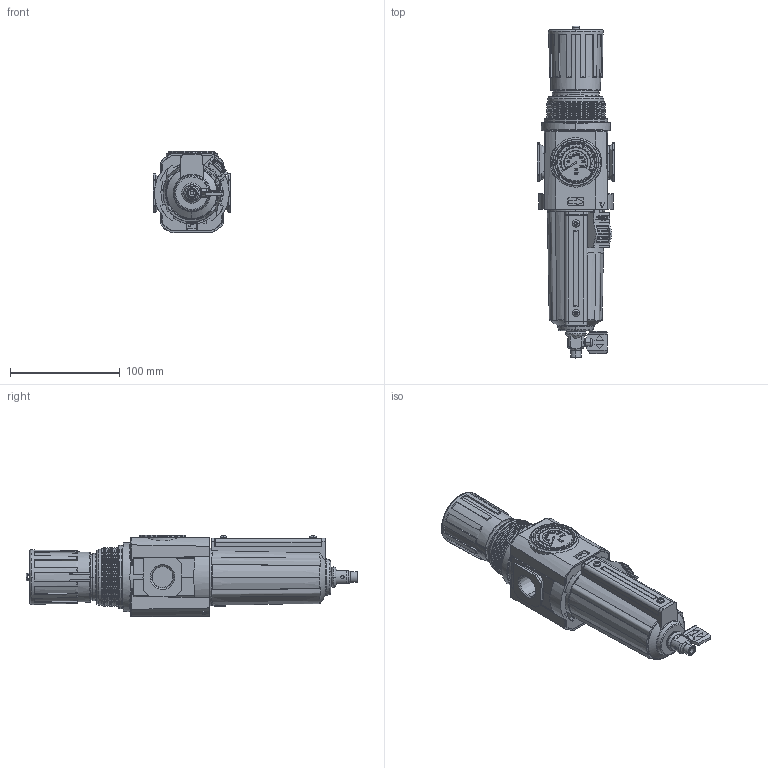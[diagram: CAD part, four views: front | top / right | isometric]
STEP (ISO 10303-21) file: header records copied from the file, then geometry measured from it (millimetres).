
FILE_DESCRIPTION (( 'STEP AP203' ), '1' );
FILE_NAME ('B84G-4AK-QD3-RMG.step', '2021-09-07T17:48:51', ( '' ), ( '' ), 'SwSTEP 2.0', 'SolidWorks 2021', '' );
FILE_SCHEMA (( 'CONFIG_CONTROL_DESIGN' ));
Length unit declared in the file: inch
Products named in the file (1): B84G-4AK-QD3-RMG
Bounding box: 70.25 x 302.25 x 74 mm (x, y, z)
Volume: 761629.5 mm3; surface area: 145644.3 mm2
Topology: 9 solids, 9 shells, 2693 faces, 7249 edges, 4714 vertices
Faces by surface type: cylinder 1218, plane 980, bspline 245, cone 238, torus 12
Entity records: 95383 total; most frequent: CARTESIAN_POINT 28617, ORIENTED_EDGE 14474, DIRECTION 13784, EDGE_CURVE 7237, AXIS2_PLACEMENT_3D 5186, VERTEX_POINT 4714, LINE 3412, VECTOR 3412
